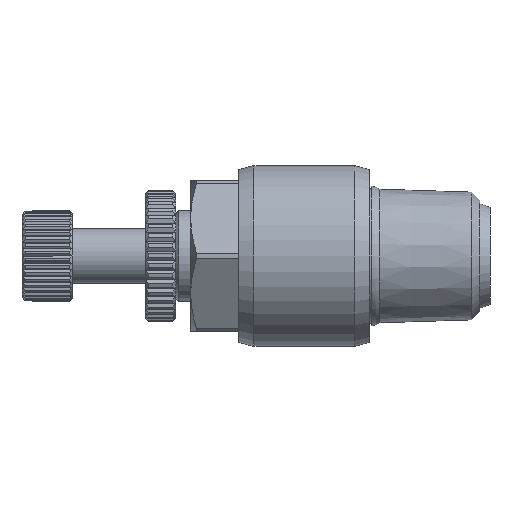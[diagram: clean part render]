
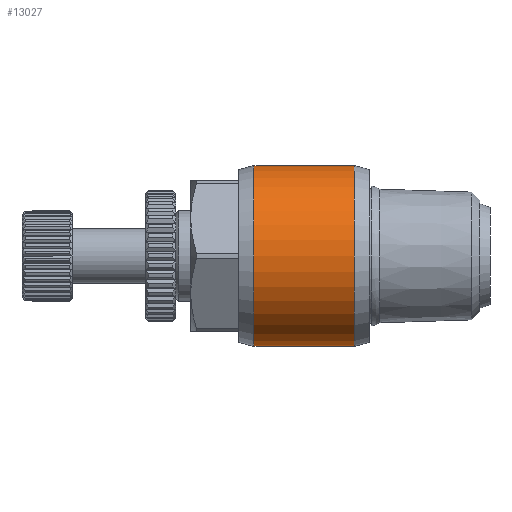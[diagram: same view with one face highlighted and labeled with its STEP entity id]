
A CAD part, left-side view. The second image highlights one B-rep face of the part: STEP entity #13027.
In plain terms, the highlighted cylindrical face has radius 9 mm (diameter 18 mm), a partial arc.
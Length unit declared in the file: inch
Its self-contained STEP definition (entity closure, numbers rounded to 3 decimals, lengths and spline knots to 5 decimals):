
#181 = FACE_OUTER_BOUND ( 'NONE', #16253, .T. ) ;
#320 = EDGE_CURVE ( 'NONE', #18066, #1923, #13278, .T. ) ;
#916 = AXIS2_PLACEMENT_3D ( 'NONE', #11185, #8066, #5042 ) ;
#1923 = VERTEX_POINT ( 'NONE', #6660 ) ;
#2385 = CYLINDRICAL_SURFACE ( 'NONE', #916, 0.35433 ) ;
#3344 = LINE ( 'NONE', #13467, #7471 ) ;
#3669 = AXIS2_PLACEMENT_3D ( 'NONE', #7588, #18524, #9165 ) ;
#5042 = DIRECTION ( 'NONE',  ( 0., 0., 1. ) ) ;
#5773 = EDGE_CURVE ( 'NONE', #18926, #17447, #3344, .T. ) ;
#6578 = ORIENTED_EDGE ( 'NONE', *, *, #7572, .F. ) ;
#6660 = CARTESIAN_POINT ( 'NONE',  ( 0., 0.9252, -0.35433 ) ) ;
#6800 = AXIS2_PLACEMENT_3D ( 'NONE', #18730, #9349, #20309 ) ;
#7048 = CARTESIAN_POINT ( 'NONE',  ( 0., 0.5315, 0.35433 ) ) ;
#7367 = DIRECTION ( 'NONE',  ( 0., 1., 0. ) ) ;
#7471 = VECTOR ( 'NONE', #16666, 39.37008 ) ;
#7572 = EDGE_CURVE ( 'NONE', #18926, #18066, #13859, .T. ) ;
#7588 = CARTESIAN_POINT ( 'NONE',  ( 0., 0.5315, 0. ) ) ;
#8066 = DIRECTION ( 'NONE',  ( 0., 1., 0. ) ) ;
#8637 = CARTESIAN_POINT ( 'NONE',  ( 0., 0.5315, -0.35433 ) ) ;
#8824 = ORIENTED_EDGE ( 'NONE', *, *, #13926, .T. ) ;
#9060 = CARTESIAN_POINT ( 'NONE',  ( 0., 0.72835, -0.35433 ) ) ;
#9160 = VECTOR ( 'NONE', #7367, 39.37008 ) ;
#9165 = DIRECTION ( 'NONE',  ( -1., 0., 0. ) ) ;
#9349 = DIRECTION ( 'NONE',  ( 0., -1., 0. ) ) ;
#9814 = CARTESIAN_POINT ( 'NONE',  ( 0., 0.9252, 0.35433 ) ) ;
#11042 = ORIENTED_EDGE ( 'NONE', *, *, #5773, .T. ) ;
#11185 = CARTESIAN_POINT ( 'NONE',  ( 0., 0.72835, 0. ) ) ;
#13027 = ADVANCED_FACE ( 'NONE', ( #181 ), #2385, .T. ) ;
#13278 = LINE ( 'NONE', #9060, #9160 ) ;
#13467 = CARTESIAN_POINT ( 'NONE',  ( 0., 0.72835, 0.35433 ) ) ;
#13859 = CIRCLE ( 'NONE', #3669, 0.35433 ) ;
#13926 = EDGE_CURVE ( 'NONE', #17447, #1923, #19262, .T. ) ;
#16253 = EDGE_LOOP ( 'NONE', ( #16548, #6578, #11042, #8824 ) ) ;
#16548 = ORIENTED_EDGE ( 'NONE', *, *, #320, .F. ) ;
#16666 = DIRECTION ( 'NONE',  ( 0., 1., 0. ) ) ;
#17447 = VERTEX_POINT ( 'NONE', #9814 ) ;
#18066 = VERTEX_POINT ( 'NONE', #8637 ) ;
#18524 = DIRECTION ( 'NONE',  ( 0., -1., 0. ) ) ;
#18730 = CARTESIAN_POINT ( 'NONE',  ( 0., 0.9252, 0. ) ) ;
#18926 = VERTEX_POINT ( 'NONE', #7048 ) ;
#19262 = CIRCLE ( 'NONE', #6800, 0.35433 ) ;
#20309 = DIRECTION ( 'NONE',  ( 0., 0., 1. ) ) ;
